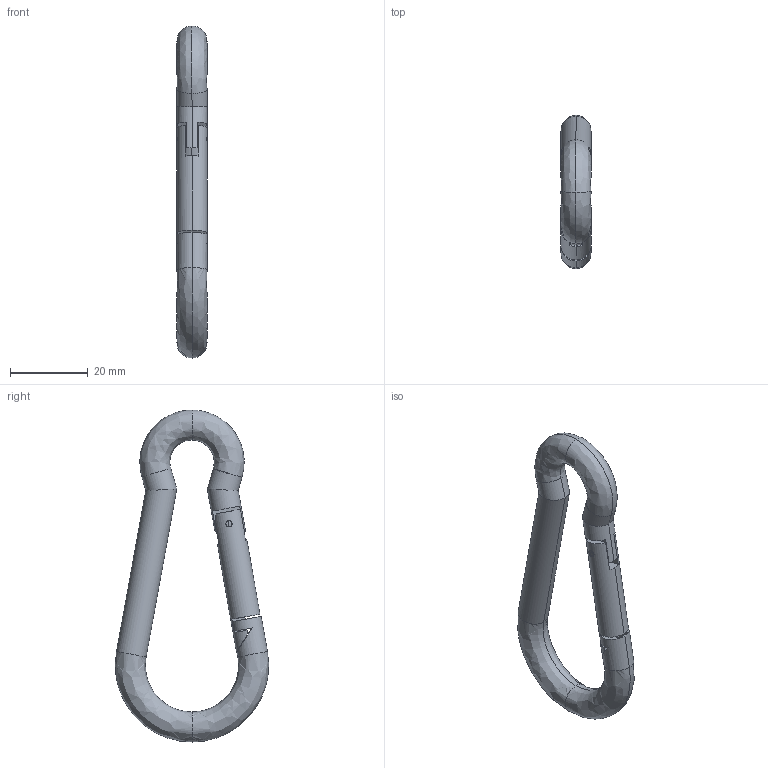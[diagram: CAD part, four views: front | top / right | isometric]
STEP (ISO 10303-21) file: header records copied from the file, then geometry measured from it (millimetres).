
FILE_DESCRIPTION (( 'STEP AP203' ), '1' );
FILE_NAME ('415901309_c_1.STEP', '2022-09-30T01:15:56', ( '' ), ( '' ), 'SwSTEP 2.0', 'SolidWorks 2014', '' );
FILE_SCHEMA (( 'CONFIG_CONTROL_DESIGN' ));
Length unit declared in the file: millimetre
Products named in the file (1): 415901309_c_1
Bounding box: 8.15 x 39.59 x 85.67 mm (x, y, z)
Volume: 8670.1 mm3; surface area: 5026.3 mm2
Topology: 1 solids, 1 shells, 64 faces, 166 edges, 104 vertices
Faces by surface type: plane 25, cylinder 22, bspline 13, torus 4
Entity records: 2321 total; most frequent: CARTESIAN_POINT 763, ORIENTED_EDGE 324, DIRECTION 302, EDGE_CURVE 162, AXIS2_PLACEMENT_3D 118, VERTEX_POINT 104, EDGE_LOOP 70, VECTOR 66
